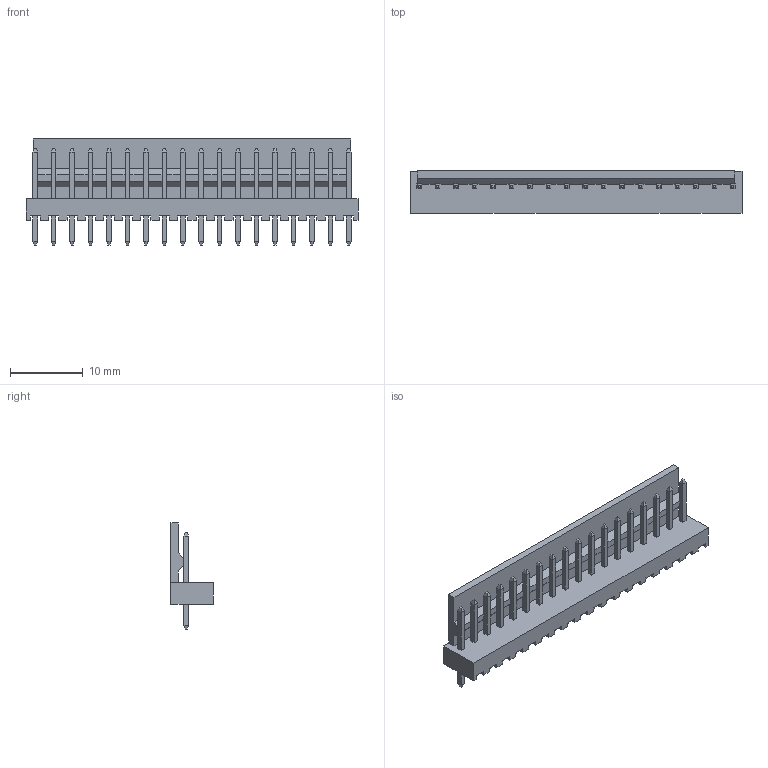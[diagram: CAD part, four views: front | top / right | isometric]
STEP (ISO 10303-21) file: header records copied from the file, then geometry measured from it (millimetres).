
FILE_DESCRIPTION (( 'STEP AP214' ), '1' );
FILE_NAME ('CONN-TH_18P-P2.54_HC-2510-18A-05.STEP', '2023-11-13T02:05:43', ( '' ), ( '' ), 'SwSTEP 2.0', 'SolidWorks 2020', '' );
FILE_SCHEMA (( 'AUTOMOTIVE_DESIGN' ));
Length unit declared in the file: millimetre
Products named in the file (1): CONN-TH_18P-P2.54_HC-2510-18A-05
Bounding box: 45.72 x 5.81 x 14.6 mm (x, y, z)
Volume: 1202.6 mm3; surface area: 2157.1 mm2
Topology: 1 solids, 1 shells, 666 faces, 1791 edges, 1146 vertices
Faces by surface type: plane 568, bspline 98
Entity records: 28247 total; most frequent: CARTESIAN_POINT 4910, ORIENTED_EDGE 3582, DIRECTION 2729, EDGE_CURVE 1791, LINE 1591, VECTOR 1591, VERTEX_POINT 1146, EDGE_LOOP 721
